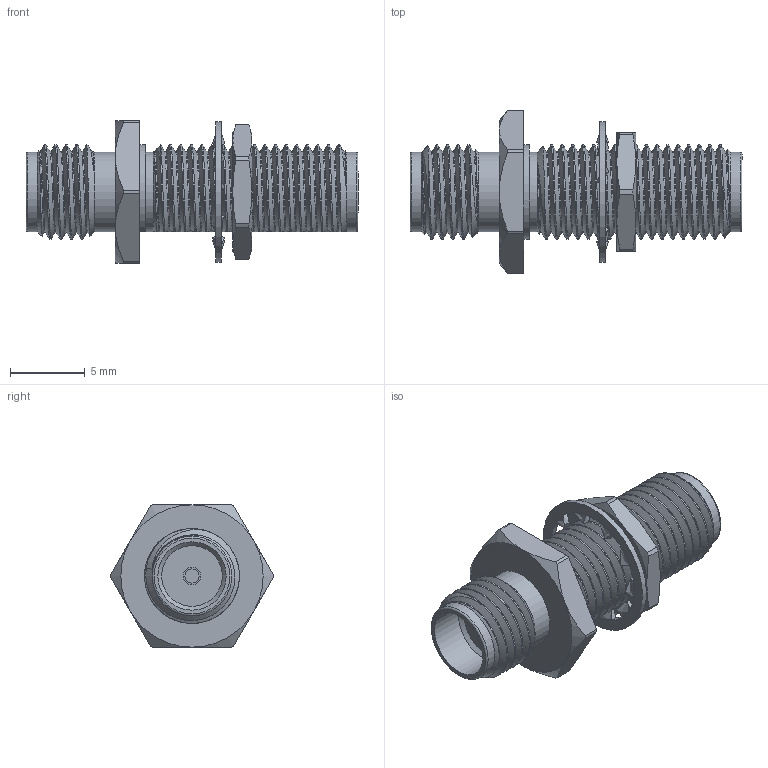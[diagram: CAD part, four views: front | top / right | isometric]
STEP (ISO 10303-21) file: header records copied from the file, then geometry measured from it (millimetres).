
FILE_DESCRIPTION (( 'STEP AP203' ), '1' );
FILE_NAME ('PE91258_3D.step', '2021-08-04T15:45:59', ( '' ), ( '' ), 'SwSTEP 2.0', 'SolidWorks 2021', '' );
FILE_SCHEMA (( 'CONFIG_CONTROL_DESIGN' ));
Products named in the file (1): PE91258_3D
Bounding box: 22.23 x 10.88 x 9.53 mm (x, y, z)
Volume: 629.9 mm3; surface area: 1069.9 mm2
Topology: 3 solids, 3 shells, 231 faces, 656 edges, 441 vertices
Faces by surface type: bspline 103, cylinder 56, plane 43, cone 27, torus 2
Full cylindrical faces by diameter (mm): 0.94 x2, 1.194 x4, 4.572 x2, 5.334 x4, 9.398 x1
Entity records: 37483 total; most frequent: CARTESIAN_POINT 32553, ORIENTED_EDGE 1262, DIRECTION 665, EDGE_CURVE 631, VERTEX_POINT 436, EDGE_LOOP 263, AXIS2_PLACEMENT_3D 252, FACE_OUTER_BOUND 245
